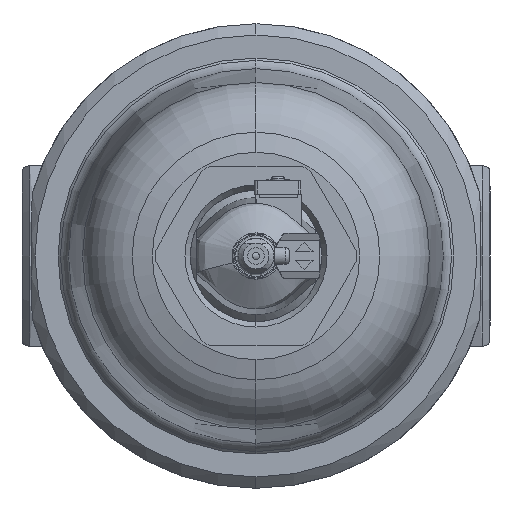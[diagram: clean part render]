
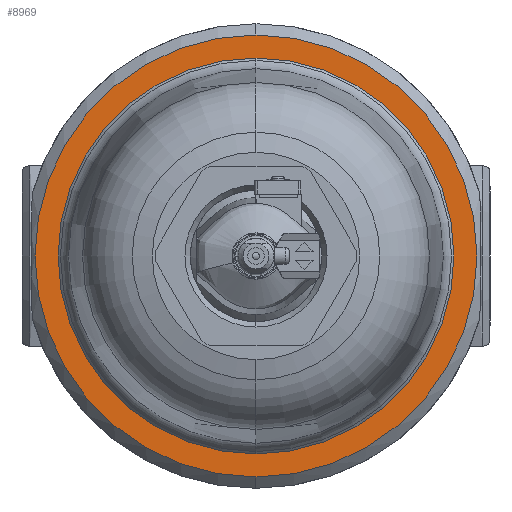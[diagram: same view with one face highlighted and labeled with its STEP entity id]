
A CAD part, front view. The second image highlights one B-rep face of the part: STEP entity #8969.
In plain terms, the highlighted planar face has unit normal (0, -1, 0).
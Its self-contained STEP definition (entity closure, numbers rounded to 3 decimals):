
#2 = DIRECTION ( 'NONE',  ( 0., 0., -1. ) ) ;
#263 = AXIS2_PLACEMENT_3D ( 'NONE', #11943, #2668, #6808 ) ;
#688 = CIRCLE ( 'NONE', #12153, 88.315 ) ;
#815 = CIRCLE ( 'NONE', #10791, 88.315 ) ;
#1330 = ORIENTED_EDGE ( 'NONE', *, *, #2844, .T. ) ;
#1638 = VERTEX_POINT ( 'NONE', #13211 ) ;
#2668 = DIRECTION ( 'NONE',  ( 0., -1., 0. ) ) ;
#2844 = EDGE_CURVE ( 'NONE', #1638, #9532, #10807, .T. ) ;
#3196 = DIRECTION ( 'NONE',  ( 0., 0., 1. ) ) ;
#3521 = CARTESIAN_POINT ( 'NONE',  ( 0., -88., 88.315 ) ) ;
#3741 = ORIENTED_EDGE ( 'NONE', *, *, #11003, .F. ) ;
#3889 = CARTESIAN_POINT ( 'NONE',  ( 0., -88., 0. ) ) ;
#4281 = FACE_OUTER_BOUND ( 'NONE', #12407, .T. ) ;
#4346 = DIRECTION ( 'NONE',  ( 0., -1., 0. ) ) ;
#4751 = AXIS2_PLACEMENT_3D ( 'NONE', #3889, #9298, #2 ) ;
#4922 = DIRECTION ( 'NONE',  ( 0., -1., 0. ) ) ;
#6010 = CARTESIAN_POINT ( 'NONE',  ( 0., -88., 0. ) ) ;
#6125 = CARTESIAN_POINT ( 'NONE',  ( 0., -88., -88.315 ) ) ;
#6320 = EDGE_CURVE ( 'NONE', #9532, #1638, #11955, .T. ) ;
#6325 = CARTESIAN_POINT ( 'NONE',  ( 0., -88., 0. ) ) ;
#6451 = DIRECTION ( 'NONE',  ( 0., 1., 0. ) ) ;
#6460 = AXIS2_PLACEMENT_3D ( 'NONE', #6325, #6451, #3196 ) ;
#6808 = DIRECTION ( 'NONE',  ( 0., 0., -1. ) ) ;
#6960 = DIRECTION ( 'NONE',  ( 0., 0., -1. ) ) ;
#7768 = CARTESIAN_POINT ( 'NONE',  ( 0., -88., 98.6 ) ) ;
#8352 = PLANE ( 'NONE',  #6460 ) ;
#8432 = EDGE_LOOP ( 'NONE', ( #11109, #3741 ) ) ;
#8928 = EDGE_CURVE ( 'NONE', #9973, #10449, #815, .T. ) ;
#8969 = ADVANCED_FACE ( 'NONE', ( #12678, #4281 ), #8352, .F. ) ;
#9298 = DIRECTION ( 'NONE',  ( 0., -1., 0. ) ) ;
#9369 = DIRECTION ( 'NONE',  ( 0., 0., -1. ) ) ;
#9532 = VERTEX_POINT ( 'NONE', #7768 ) ;
#9931 = ORIENTED_EDGE ( 'NONE', *, *, #6320, .T. ) ;
#9973 = VERTEX_POINT ( 'NONE', #6125 ) ;
#10449 = VERTEX_POINT ( 'NONE', #3521 ) ;
#10791 = AXIS2_PLACEMENT_3D ( 'NONE', #11451, #4346, #9369 ) ;
#10807 = CIRCLE ( 'NONE', #4751, 98.6 ) ;
#11003 = EDGE_CURVE ( 'NONE', #10449, #9973, #688, .T. ) ;
#11109 = ORIENTED_EDGE ( 'NONE', *, *, #8928, .F. ) ;
#11451 = CARTESIAN_POINT ( 'NONE',  ( 0., -88., 0. ) ) ;
#11943 = CARTESIAN_POINT ( 'NONE',  ( 0., -88., 0. ) ) ;
#11955 = CIRCLE ( 'NONE', #263, 98.6 ) ;
#12153 = AXIS2_PLACEMENT_3D ( 'NONE', #6010, #4922, #6960 ) ;
#12407 = EDGE_LOOP ( 'NONE', ( #1330, #9931 ) ) ;
#12678 = FACE_BOUND ( 'NONE', #8432, .T. ) ;
#13211 = CARTESIAN_POINT ( 'NONE',  ( 0., -88., -98.6 ) ) ;
